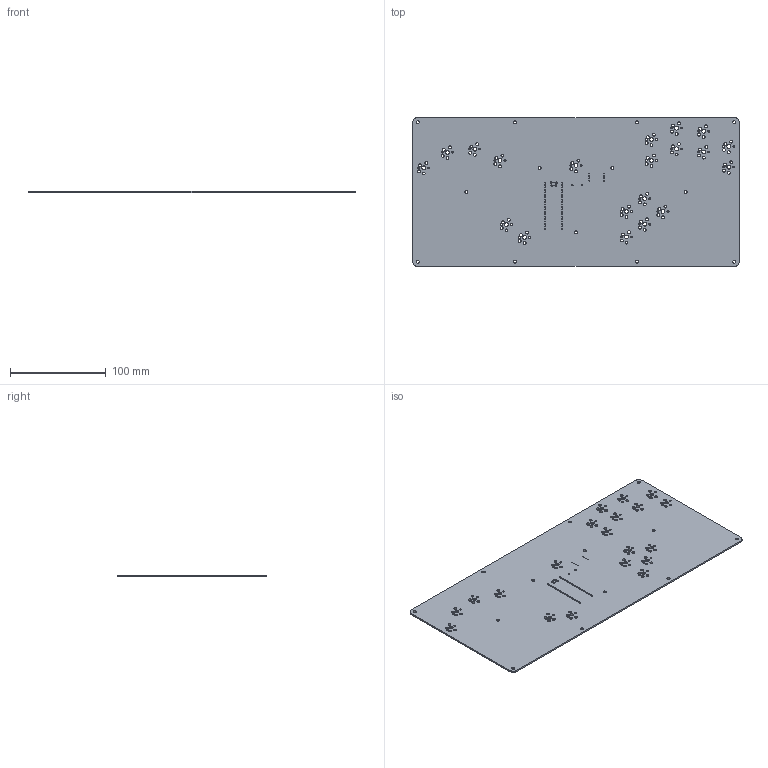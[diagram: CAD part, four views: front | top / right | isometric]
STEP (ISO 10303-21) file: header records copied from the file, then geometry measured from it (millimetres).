
FILE_DESCRIPTION(('KiCad electronic assembly'),'2;1');
FILE_NAME('GCCMX.step','2022-05-03T22:36:10',('Pcbnew'),('Kicad'), 'Open CASCADE STEP processor 7.6','KiCad to STEP converter','Unknown' );
FILE_SCHEMA(('AUTOMOTIVE_DESIGN { 1 0 10303 214 1 1 1 1 }'));
Length unit declared in the file: millimetre
Products named in the file (2): GCCMX 1; GCCMX PCB
Assembly tree (1 placements, depth 2):
  GCCMX 1
    GCCMX PCB
Bounding box: 341.2 x 155.5 x 1.6 mm (x, y, z)
Volume: 83113.6 mm3; surface area: 107980.8 mm2
Topology: 1 solids, 1 shells, 312 faces, 930 edges, 620 vertices
Faces by surface type: cylinder 298, plane 14
Full cylindrical faces by diameter (mm): 0.762 x3, 1 x8, 1.02 x40, 1.1 x2, 3 x80, 3.2 x13, 3.988 x20
Entity records: 25455 total; most frequent: CARTESIAN_POINT 7460, DIRECTION 3258, ORIENTED_EDGE 1860, PCURVE 1860, DEFINITIONAL_REPRESENTATION 1860, LINE 1438, VECTOR 1438, EDGE_CURVE 930
